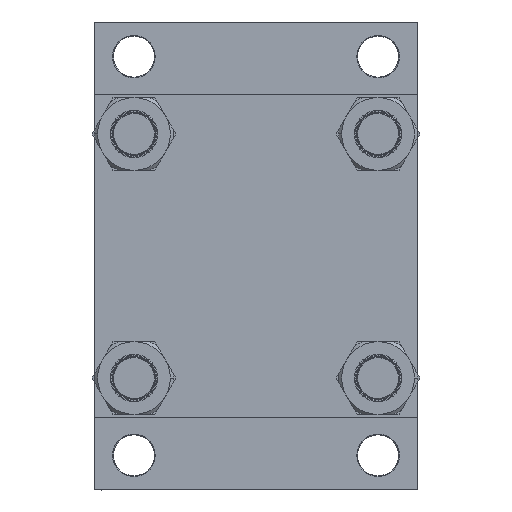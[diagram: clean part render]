
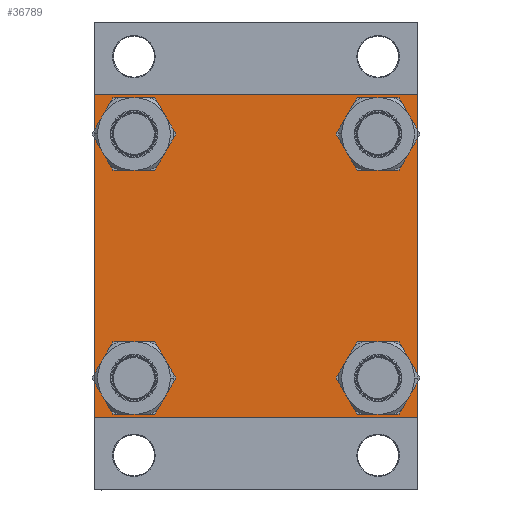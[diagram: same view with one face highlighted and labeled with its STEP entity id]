
A CAD part, left-side view. The second image highlights one B-rep face of the part: STEP entity #36789.
In plain terms, the highlighted planar face has unit normal (-1, 0, 0).
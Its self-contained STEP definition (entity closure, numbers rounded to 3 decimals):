
#467 = DIRECTION ( 'NONE',  ( 0., 0., 1. ) ) ;
#920 = LINE ( 'NONE', #26342, #41548 ) ;
#948 = CIRCLE ( 'NONE', #14870, 14. ) ;
#959 = DIRECTION ( 'NONE',  ( 0., 0.707, 0.707 ) ) ;
#1053 = DIRECTION ( 'NONE',  ( 0., -0.707, -0.707 ) ) ;
#1069 = CARTESIAN_POINT ( 'NONE',  ( 0., 77.45, -77.45 ) ) ;
#1739 = AXIS2_PLACEMENT_3D ( 'NONE', #11024, #17561, #29172 ) ;
#1793 = DIRECTION ( 'NONE',  ( 0., 0., 1. ) ) ;
#2381 = DIRECTION ( 'NONE',  ( 1., 0., 0. ) ) ;
#2903 = CARTESIAN_POINT ( 'NONE',  ( 0., -102.5, 102.5 ) ) ;
#3518 = FACE_BOUND ( 'NONE', #17221, .T. ) ;
#3779 = CIRCLE ( 'NONE', #5357, 14. ) ;
#4102 = CIRCLE ( 'NONE', #34242, 14. ) ;
#4342 = VERTEX_POINT ( 'NONE', #45940 ) ;
#4357 = VERTEX_POINT ( 'NONE', #23945 ) ;
#4848 = CARTESIAN_POINT ( 'NONE',  ( 0., 77.45, -91.45 ) ) ;
#5045 = VERTEX_POINT ( 'NONE', #5345 ) ;
#5345 = CARTESIAN_POINT ( 'NONE',  ( 0., 102., -102.5 ) ) ;
#5357 = AXIS2_PLACEMENT_3D ( 'NONE', #42830, #33991, #8999 ) ;
#5400 = CARTESIAN_POINT ( 'NONE',  ( 0., 102.25, 102.25 ) ) ;
#5442 = DIRECTION ( 'NONE',  ( 0., 0., -1. ) ) ;
#6109 = ORIENTED_EDGE ( 'NONE', *, *, #33157, .T. ) ;
#6263 = VERTEX_POINT ( 'NONE', #19899 ) ;
#6925 = FACE_BOUND ( 'NONE', #36137, .T. ) ;
#7323 = DIRECTION ( 'NONE',  ( 1., 0., 0. ) ) ;
#7621 = CIRCLE ( 'NONE', #15366, 14. ) ;
#8049 = DIRECTION ( 'NONE',  ( 0., 0., 1. ) ) ;
#8495 = ORIENTED_EDGE ( 'NONE', *, *, #37637, .T. ) ;
#8892 = ORIENTED_EDGE ( 'NONE', *, *, #18813, .T. ) ;
#8999 = DIRECTION ( 'NONE',  ( 0., 0., 1. ) ) ;
#9040 = CIRCLE ( 'NONE', #36046, 14. ) ;
#9242 = CARTESIAN_POINT ( 'NONE',  ( 0., 102.5, -102.5 ) ) ;
#9261 = LINE ( 'NONE', #5400, #32681 ) ;
#9283 = AXIS2_PLACEMENT_3D ( 'NONE', #1069, #42412, #34442 ) ;
#9535 = CARTESIAN_POINT ( 'NONE',  ( 0., -102.25, -102.25 ) ) ;
#9727 = VERTEX_POINT ( 'NONE', #44119 ) ;
#10732 = VERTEX_POINT ( 'NONE', #29765 ) ;
#11024 = CARTESIAN_POINT ( 'NONE',  ( 0., 0., 0. ) ) ;
#11130 = CARTESIAN_POINT ( 'NONE',  ( 0., -102.25, 102.25 ) ) ;
#12488 = VERTEX_POINT ( 'NONE', #31738 ) ;
#12709 = CARTESIAN_POINT ( 'NONE',  ( 0., -77.45, 91.45 ) ) ;
#12886 = CARTESIAN_POINT ( 'NONE',  ( 0., -102.5, -102. ) ) ;
#13064 = CARTESIAN_POINT ( 'NONE',  ( 0., -77.45, -91.45 ) ) ;
#13169 = CARTESIAN_POINT ( 'NONE',  ( 0., 102.5, 102.5 ) ) ;
#13493 = EDGE_CURVE ( 'NONE', #46030, #35261, #3779, .T. ) ;
#13554 = VECTOR ( 'NONE', #1053, 1000. ) ;
#13902 = CIRCLE ( 'NONE', #9283, 14. ) ;
#13982 = EDGE_CURVE ( 'NONE', #12488, #4342, #920, .T. ) ;
#14413 = PLANE ( 'NONE',  #1739 ) ;
#14870 = AXIS2_PLACEMENT_3D ( 'NONE', #42311, #2381, #16915 ) ;
#15366 = AXIS2_PLACEMENT_3D ( 'NONE', #44550, #7323, #8049 ) ;
#15912 = ORIENTED_EDGE ( 'NONE', *, *, #19968, .T. ) ;
#16023 = LINE ( 'NONE', #9242, #30894 ) ;
#16271 = VERTEX_POINT ( 'NONE', #47803 ) ;
#16593 = CIRCLE ( 'NONE', #22774, 14. ) ;
#16915 = DIRECTION ( 'NONE',  ( 0., 0., 1. ) ) ;
#16948 = EDGE_CURVE ( 'NONE', #23841, #36945, #7621, .T. ) ;
#17221 = EDGE_LOOP ( 'NONE', ( #8495, #21581 ) ) ;
#17255 = LINE ( 'NONE', #9535, #29676 ) ;
#17561 = DIRECTION ( 'NONE',  ( -1., 0., 0. ) ) ;
#17662 = DIRECTION ( 'NONE',  ( 0., 0., -1. ) ) ;
#17809 = CARTESIAN_POINT ( 'NONE',  ( 0., -77.45, 77.45 ) ) ;
#18813 = EDGE_CURVE ( 'NONE', #5045, #6263, #16023, .T. ) ;
#18873 = CARTESIAN_POINT ( 'NONE',  ( 0., 77.45, 77.45 ) ) ;
#19221 = VERTEX_POINT ( 'NONE', #25875 ) ;
#19325 = ORIENTED_EDGE ( 'NONE', *, *, #46790, .F. ) ;
#19723 = DIRECTION ( 'NONE',  ( 1., 0., 0. ) ) ;
#19899 = CARTESIAN_POINT ( 'NONE',  ( 0., -102., -102.5 ) ) ;
#19968 = EDGE_CURVE ( 'NONE', #10732, #24643, #13902, .T. ) ;
#20154 = DIRECTION ( 'NONE',  ( 0., 0.707, -0.707 ) ) ;
#20439 = CARTESIAN_POINT ( 'NONE',  ( 0., -77.45, 63.45 ) ) ;
#20526 = ORIENTED_EDGE ( 'NONE', *, *, #32981, .T. ) ;
#21471 = ORIENTED_EDGE ( 'NONE', *, *, #13982, .F. ) ;
#21581 = ORIENTED_EDGE ( 'NONE', *, *, #16948, .T. ) ;
#21684 = DIRECTION ( 'NONE',  ( 0., 0., 1. ) ) ;
#21832 = CIRCLE ( 'NONE', #38062, 14. ) ;
#22751 = LINE ( 'NONE', #13169, #42773 ) ;
#22774 = AXIS2_PLACEMENT_3D ( 'NONE', #45582, #19723, #1793 ) ;
#23841 = VERTEX_POINT ( 'NONE', #20439 ) ;
#23945 = CARTESIAN_POINT ( 'NONE',  ( 0., 102.5, -102. ) ) ;
#24044 = DIRECTION ( 'NONE',  ( 0., -0.707, 0.707 ) ) ;
#24643 = VERTEX_POINT ( 'NONE', #4848 ) ;
#24819 = FACE_BOUND ( 'NONE', #29448, .T. ) ;
#24889 = EDGE_CURVE ( 'NONE', #19221, #16271, #948, .T. ) ;
#25063 = FACE_BOUND ( 'NONE', #25273, .T. ) ;
#25273 = EDGE_LOOP ( 'NONE', ( #15912, #37631 ) ) ;
#25875 = CARTESIAN_POINT ( 'NONE',  ( 0., 77.45, 91.45 ) ) ;
#26342 = CARTESIAN_POINT ( 'NONE',  ( 0., 102.5, 102.5 ) ) ;
#27059 = DIRECTION ( 'NONE',  ( 1., 0., 0. ) ) ;
#27773 = DIRECTION ( 'NONE',  ( 0., 0., 1. ) ) ;
#28119 = ORIENTED_EDGE ( 'NONE', *, *, #46943, .T. ) ;
#28609 = EDGE_CURVE ( 'NONE', #35261, #46030, #21832, .T. ) ;
#29030 = LINE ( 'NONE', #2903, #42983 ) ;
#29172 = DIRECTION ( 'NONE',  ( 0., 0., 1. ) ) ;
#29448 = EDGE_LOOP ( 'NONE', ( #31182, #30046 ) ) ;
#29676 = VECTOR ( 'NONE', #24044, 1000. ) ;
#29765 = CARTESIAN_POINT ( 'NONE',  ( 0., 77.45, -63.45 ) ) ;
#30046 = ORIENTED_EDGE ( 'NONE', *, *, #28609, .T. ) ;
#30704 = CARTESIAN_POINT ( 'NONE',  ( 0., -77.45, -63.45 ) ) ;
#30779 = DIRECTION ( 'NONE',  ( 0., -1., 0. ) ) ;
#30894 = VECTOR ( 'NONE', #30779, 1000. ) ;
#31176 = ORIENTED_EDGE ( 'NONE', *, *, #43348, .T. ) ;
#31182 = ORIENTED_EDGE ( 'NONE', *, *, #13493, .T. ) ;
#31738 = CARTESIAN_POINT ( 'NONE',  ( 0., 102., 102.5 ) ) ;
#32555 = EDGE_CURVE ( 'NONE', #6263, #38690, #17255, .T. ) ;
#32681 = VECTOR ( 'NONE', #20154, 1000. ) ;
#32981 = EDGE_CURVE ( 'NONE', #42149, #4357, #22751, .T. ) ;
#33157 = EDGE_CURVE ( 'NONE', #9727, #4342, #44252, .T. ) ;
#33618 = DIRECTION ( 'NONE',  ( 1., 0., 0. ) ) ;
#33977 = EDGE_CURVE ( 'NONE', #24643, #10732, #16593, .T. ) ;
#33991 = DIRECTION ( 'NONE',  ( 1., 0., 0. ) ) ;
#34130 = ORIENTED_EDGE ( 'NONE', *, *, #32555, .T. ) ;
#34242 = AXIS2_PLACEMENT_3D ( 'NONE', #17809, #36658, #21684 ) ;
#34294 = VECTOR ( 'NONE', #959, 1000. ) ;
#34307 = CARTESIAN_POINT ( 'NONE',  ( 0., -77.45, -77.45 ) ) ;
#34442 = DIRECTION ( 'NONE',  ( 0., 0., 1. ) ) ;
#35261 = VERTEX_POINT ( 'NONE', #13064 ) ;
#35787 = ORIENTED_EDGE ( 'NONE', *, *, #38113, .T. ) ;
#36046 = AXIS2_PLACEMENT_3D ( 'NONE', #18873, #33618, #467 ) ;
#36137 = EDGE_LOOP ( 'NONE', ( #46390, #28119 ) ) ;
#36658 = DIRECTION ( 'NONE',  ( 1., 0., 0. ) ) ;
#36789 = ADVANCED_FACE ( 'NONE', ( #3518, #24819, #25063, #6925, #39560 ), #14413, .T. ) ;
#36945 = VERTEX_POINT ( 'NONE', #12709 ) ;
#37332 = CARTESIAN_POINT ( 'NONE',  ( 0., 102.5, 102. ) ) ;
#37631 = ORIENTED_EDGE ( 'NONE', *, *, #33977, .T. ) ;
#37637 = EDGE_CURVE ( 'NONE', #36945, #23841, #4102, .T. ) ;
#37826 = CARTESIAN_POINT ( 'NONE',  ( 0., 102.25, -102.25 ) ) ;
#38062 = AXIS2_PLACEMENT_3D ( 'NONE', #34307, #27059, #27773 ) ;
#38113 = EDGE_CURVE ( 'NONE', #12488, #42149, #9261, .T. ) ;
#38690 = VERTEX_POINT ( 'NONE', #12886 ) ;
#39560 = FACE_OUTER_BOUND ( 'NONE', #47182, .T. ) ;
#41548 = VECTOR ( 'NONE', #44460, 1000. ) ;
#42149 = VERTEX_POINT ( 'NONE', #37332 ) ;
#42311 = CARTESIAN_POINT ( 'NONE',  ( 0., 77.45, 77.45 ) ) ;
#42412 = DIRECTION ( 'NONE',  ( 1., 0., 0. ) ) ;
#42773 = VECTOR ( 'NONE', #5442, 1000. ) ;
#42830 = CARTESIAN_POINT ( 'NONE',  ( 0., -77.45, -77.45 ) ) ;
#42983 = VECTOR ( 'NONE', #17662, 1000. ) ;
#43348 = EDGE_CURVE ( 'NONE', #4357, #5045, #45083, .T. ) ;
#44119 = CARTESIAN_POINT ( 'NONE',  ( 0., -102.5, 102. ) ) ;
#44252 = LINE ( 'NONE', #11130, #34294 ) ;
#44460 = DIRECTION ( 'NONE',  ( 0., -1., 0. ) ) ;
#44550 = CARTESIAN_POINT ( 'NONE',  ( 0., -77.45, 77.45 ) ) ;
#45083 = LINE ( 'NONE', #37826, #13554 ) ;
#45582 = CARTESIAN_POINT ( 'NONE',  ( 0., 77.45, -77.45 ) ) ;
#45940 = CARTESIAN_POINT ( 'NONE',  ( 0., -102., 102.5 ) ) ;
#46030 = VERTEX_POINT ( 'NONE', #30704 ) ;
#46390 = ORIENTED_EDGE ( 'NONE', *, *, #24889, .T. ) ;
#46790 = EDGE_CURVE ( 'NONE', #9727, #38690, #29030, .T. ) ;
#46943 = EDGE_CURVE ( 'NONE', #16271, #19221, #9040, .T. ) ;
#47182 = EDGE_LOOP ( 'NONE', ( #20526, #31176, #8892, #34130, #19325, #6109, #21471, #35787 ) ) ;
#47803 = CARTESIAN_POINT ( 'NONE',  ( 0., 77.45, 63.45 ) ) ;
